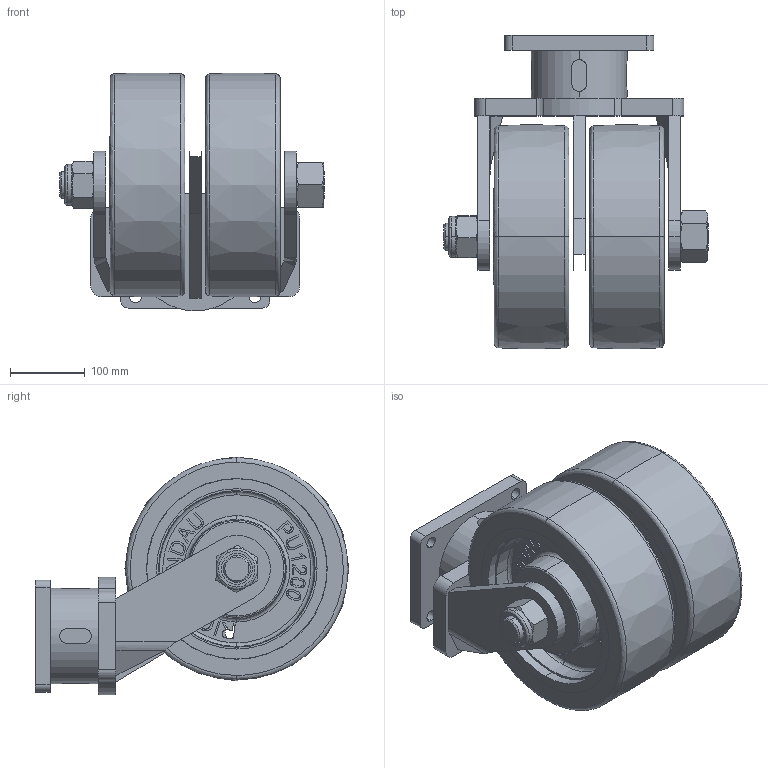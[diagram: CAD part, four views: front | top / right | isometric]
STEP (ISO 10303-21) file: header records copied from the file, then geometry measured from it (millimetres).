
FILE_DESCRIPTION (( 'STEP AP203' ), '1' );
FILE_NAME ('S1241.STEP', '2020-02-25T06:40:46', ( '' ), ( '' ), 'SwSTEP 2.0', 'SolidWorks 2013', '' );
FILE_SCHEMA (( 'CONFIG_CONTROL_DESIGN' ));
Length unit declared in the file: millimetre
Products named in the file (1): S1241
Bounding box: 355 x 419.86 x 318.86 mm (x, y, z)
Surface area: 918173.6 mm2 (no closed solid volume)
Topology: 0 solids, 22 shells, 387 faces, 1388 edges, 1002 vertices
Faces by surface type: plane 196, bspline 107, cylinder 50, cone 34
Entity records: 22769 total; most frequent: CARTESIAN_POINT 11896, ORIENTED_EDGE 2170, DIRECTION 1857, EDGE_CURVE 1388, VERTEX_POINT 1002, LINE 783, VECTOR 783, AXIS2_PLACEMENT_3D 537
